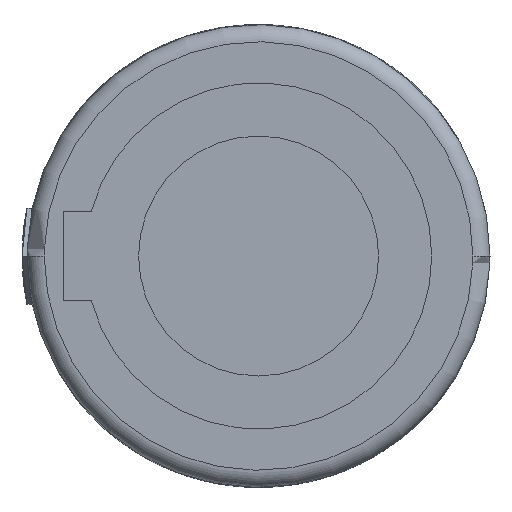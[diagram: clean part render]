
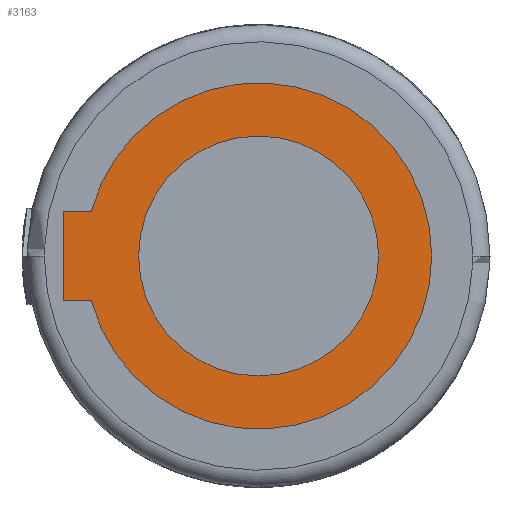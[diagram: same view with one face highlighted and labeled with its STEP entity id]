
A CAD part, left-side view. The second image highlights one B-rep face of the part: STEP entity #3163.
In plain terms, the highlighted planar face has unit normal (-1, 0, 0).
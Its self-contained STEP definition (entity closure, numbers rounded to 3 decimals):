
#44=CARTESIAN_POINT('',(0.,0.,0.));
#45=DIRECTION('',(1.,0.,0.));
#46=DIRECTION('',(0.,0.966,0.257));
#47=AXIS2_PLACEMENT_3D('',#44,#45,#46);
#49=CARTESIAN_POINT('',(0.,0.,0.));
#50=DIRECTION('',(1.,0.,0.));
#51=DIRECTION('',(0.,-1.,0.));
#52=AXIS2_PLACEMENT_3D('',#49,#50,#51);
#54=CARTESIAN_POINT('',(0.,0.,0.));
#55=DIRECTION('',(-1.,0.,0.));
#56=DIRECTION('',(0.,0.,1.));
#57=AXIS2_PLACEMENT_3D('',#54,#55,#56);
#59=CARTESIAN_POINT('',(0.,0.,0.));
#60=DIRECTION('',(-1.,0.,0.));
#61=DIRECTION('',(0.,0.,-1.));
#62=AXIS2_PLACEMENT_3D('',#59,#60,#61);
#2812=DIRECTION('',(0.,-1.,0.));
#2813=VECTOR('',#2812,0.82);
#2814=CARTESIAN_POINT('',(0.,5.7,-1.3));
#2815=LINE('',#2814,#2813);
#2824=DIRECTION('',(0.,0.,-1.));
#2825=VECTOR('',#2824,2.6);
#2826=CARTESIAN_POINT('',(0.,5.7,1.3));
#2827=LINE('',#2826,#2825);
#2828=DIRECTION('',(0.,1.,0.));
#2829=VECTOR('',#2828,0.82);
#2830=CARTESIAN_POINT('',(0.,4.88,1.3));
#2831=LINE('',#2830,#2829);
#2850=CARTESIAN_POINT('',(0.,-5.05,0.));
#2851=CARTESIAN_POINT('',(0.,4.88,-1.3));
#2852=VERTEX_POINT('',#2850);
#2853=VERTEX_POINT('',#2851);
#2854=CARTESIAN_POINT('',(0.,4.88,1.3));
#2855=VERTEX_POINT('',#2854);
#2856=CARTESIAN_POINT('',(0.,5.7,-1.3));
#2857=VERTEX_POINT('',#2856);
#2858=CARTESIAN_POINT('',(0.,5.7,1.3));
#2859=VERTEX_POINT('',#2858);
#2860=CARTESIAN_POINT('',(0.,0.,3.5));
#2861=CARTESIAN_POINT('',(0.,0.,-3.5));
#2862=VERTEX_POINT('',#2860);
#2863=VERTEX_POINT('',#2861);
#3140=CARTESIAN_POINT('',(0.,0.,0.));
#3141=DIRECTION('',(1.,0.,0.));
#3142=DIRECTION('',(0.,0.,-1.));
#3143=AXIS2_PLACEMENT_3D('',#3140,#3141,#3142);
#3144=PLANE('',#3143);
#3146=ORIENTED_EDGE('',*,*,#3145,.T.);
#3148=ORIENTED_EDGE('',*,*,#3147,.T.);
#3150=ORIENTED_EDGE('',*,*,#3149,.F.);
#3152=ORIENTED_EDGE('',*,*,#3151,.F.);
#3154=ORIENTED_EDGE('',*,*,#3153,.F.);
#3155=EDGE_LOOP('',(#3146,#3148,#3150,#3152,#3154));
#3156=FACE_OUTER_BOUND('',#3155,.F.);
#3158=ORIENTED_EDGE('',*,*,#3157,.T.);
#3160=ORIENTED_EDGE('',*,*,#3159,.T.);
#3161=EDGE_LOOP('',(#3158,#3160));
#3162=FACE_BOUND('',#3161,.F.);
#48=CIRCLE('',#47,5.05);
#53=CIRCLE('',#52,5.05);
#58=CIRCLE('',#57,3.5);
#63=CIRCLE('',#62,3.5);
#3145=EDGE_CURVE('',#2855,#2852,#48,.T.);
#3147=EDGE_CURVE('',#2852,#2853,#53,.T.);
#3149=EDGE_CURVE('',#2857,#2853,#2815,.T.);
#3151=EDGE_CURVE('',#2859,#2857,#2827,.T.);
#3153=EDGE_CURVE('',#2855,#2859,#2831,.T.);
#3157=EDGE_CURVE('',#2862,#2863,#58,.T.);
#3159=EDGE_CURVE('',#2863,#2862,#63,.T.);
#3163=ADVANCED_FACE('',(#3156,#3162),#3144,.F.);
